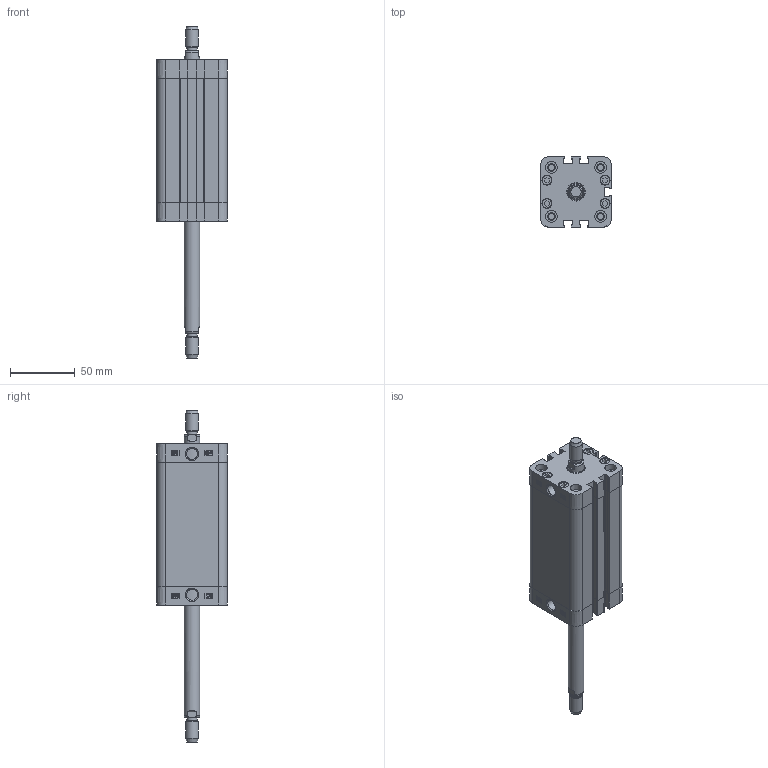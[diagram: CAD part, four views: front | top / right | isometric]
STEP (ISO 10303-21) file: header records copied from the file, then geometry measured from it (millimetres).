
FILE_DESCRIPTION((''),'2;1');
FILE_NAME('PDMP040.080.GS.M.stp','2014-01-20T14:18:51',('carlo.corazza'),(''),'Autodesk Inventor 2012','Autodesk Inventor 2012','');
FILE_SCHEMA(('AUTOMOTIVE_DESIGN { 1 0 10303 214 1 1 1 1 }'));
Length unit declared in the file: millimetre
Products named in the file (5): PDMP040..GS.M; CORPO-080; STELO-080; TA
Assembly tree (5 placements, depth 2):
  PDMP040..GS.M
    CORPO-080
    STELO-080  x2
    TA
    TA
Bounding box: 54.8 x 54.8 x 257 mm (x, y, z)
Volume: 244628.3 mm3; surface area: 74708.9 mm2
Topology: 5 solids, 13 shells, 739 faces, 1851 edges, 1208 vertices
Faces by surface type: plane 360, cylinder 193, bspline 90, torus 50, cone 46
Full cylindrical faces by diameter (mm): 4.917 x2, 5.2 x8, 7.5 x8, 7.7 x8, 7.9 x2, 8.566 x2, 9 x8, 10 x2, 12 x2, 12.54 x2, 13.7 x2, 14 x2, 16.5 x2, 40 x1
Entity records: 22801 total; most frequent: CARTESIAN_POINT 5362, ORIENTED_EDGE 3382, DIRECTION 3228, EDGE_CURVE 1691, VERTEX_POINT 1167, AXIS2_PLACEMENT_3D 1105, VECTOR 1018, LINE 1018
